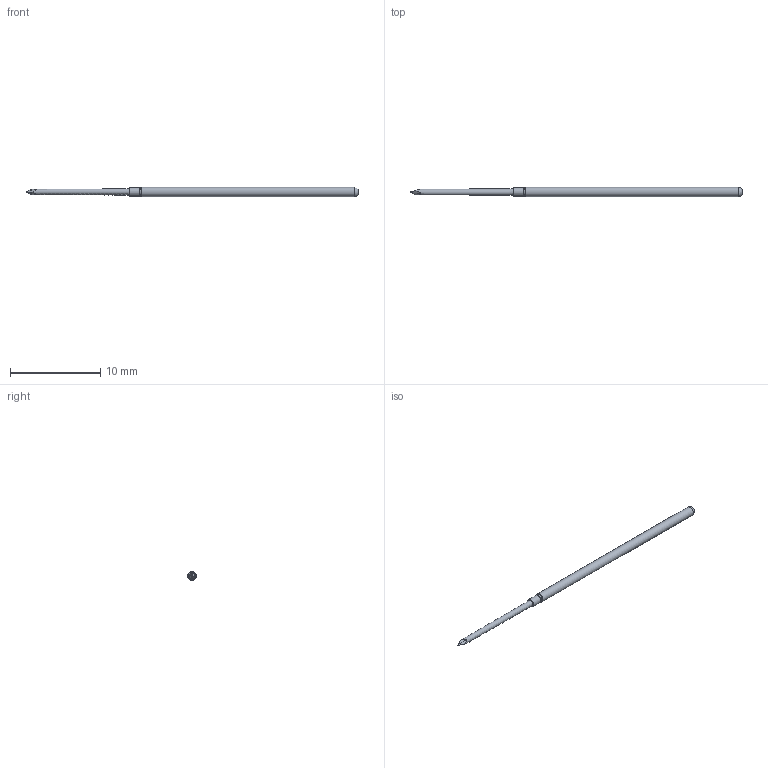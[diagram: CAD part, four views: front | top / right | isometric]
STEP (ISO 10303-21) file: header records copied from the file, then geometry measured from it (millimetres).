
FILE_DESCRIPTION (( 'STEP AP214' ), '1' );
FILE_NAME ('075-4063.STEP', '2023-06-15T15:59:50', ( '' ), ( '' ), 'SwSTEP 2.0', 'SolidWorks 2020', '' );
FILE_SCHEMA (( 'AUTOMOTIVE_DESIGN' ));
Length unit declared in the file: inch
Products named in the file (1): 075-4063
Bounding box: 36.83 x 1.02 x 1.02 mm (x, y, z)
Volume: 24.3 mm3; surface area: 104.7 mm2
Topology: 1 solids, 1 shells, 18 faces, 39 edges, 24 vertices
Faces by surface type: bspline 6, torus 4, cylinder 3, plane 3, cone 2
Full cylindrical faces by diameter (mm): 0.457 x1, 0.914 x1, 1.021 x1
Entity records: 1527 total; most frequent: CARTESIAN_POINT 954, ORIENTED_EDGE 56, DIRECTION 46, EDGE_CURVE 28, EDGE_LOOP 28, FACE_OUTER_BOUND 25, AXIS2_PLACEMENT_3D 23, VERTEX_POINT 22
